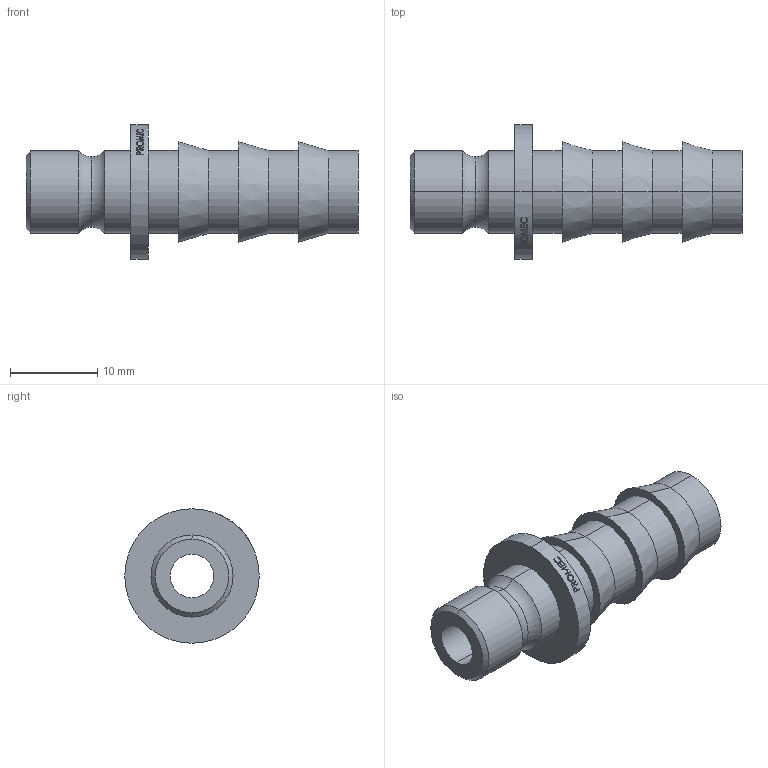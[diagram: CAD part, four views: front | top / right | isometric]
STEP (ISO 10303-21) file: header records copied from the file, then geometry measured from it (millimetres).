
FILE_DESCRIPTION (( 'STEP AP203' ), '1' );
FILE_NAME ('9f0e.STEP', '2026-02-13T08:58:10', ( '' ), ( '' ), 'SwSTEP 2.0', 'SolidWorks 2019', '' );
FILE_SCHEMA (( 'CONFIG_CONTROL_DESIGN' ));
Length unit declared in the file: millimetre
Products named in the file (1): 9f0e
Bounding box: 38 x 15.4 x 15.4 mm (x, y, z)
Volume: 2281.7 mm3; surface area: 2242.6 mm2
Topology: 1 solids, 1 shells, 118 faces, 292 edges, 190 vertices
Faces by surface type: bspline 42, plane 39, cylinder 25, cone 8, torus 4
Entity records: 5179 total; most frequent: CARTESIAN_POINT 2607, ORIENTED_EDGE 584, DIRECTION 396, EDGE_CURVE 292, VERTEX_POINT 190, AXIS2_PLACEMENT_3D 163, B_SPLINE_CURVE_WITH_KNOTS 136, EDGE_LOOP 134
